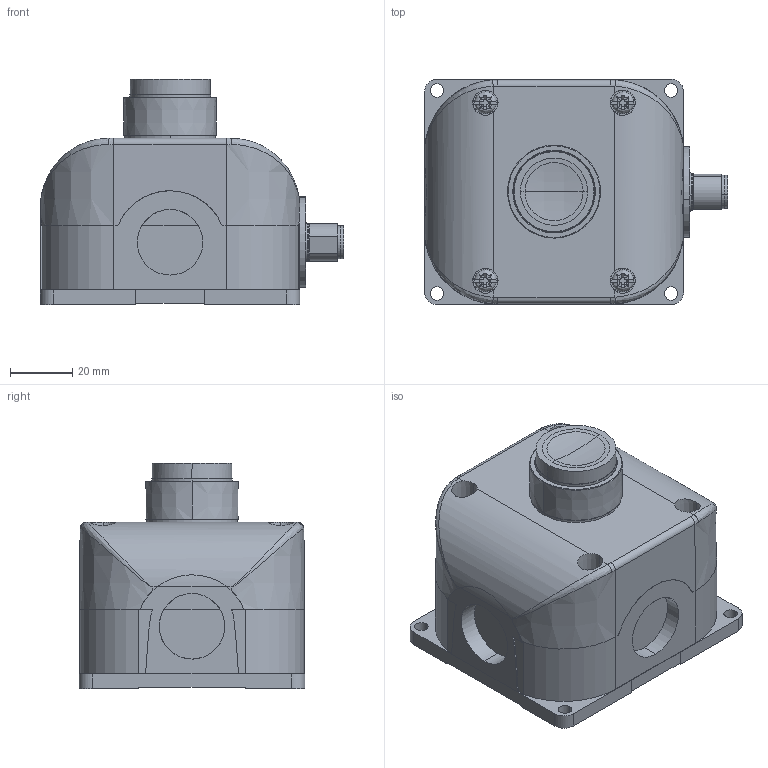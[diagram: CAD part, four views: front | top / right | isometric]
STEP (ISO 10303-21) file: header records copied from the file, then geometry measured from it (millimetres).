
FILE_DESCRIPTION (( 'STEP AP203' ), '1' );
FILE_NAME ('SB114-021-G-M.step', '2025-02-06T16:28:27', ( '' ), ( '' ), 'SwSTEP 2.0', 'SolidWorks 2024', '' );
FILE_SCHEMA (( 'CONFIG_CONTROL_DESIGN' ));
Length unit declared in the file: inch
Products named in the file (1): SB114-021-G-M
Bounding box: 97.05 x 72.29 x 72.2 mm (x, y, z)
Volume: 219792.2 mm3; surface area: 61953.5 mm2
Topology: 5 solids, 8 shells, 769 faces, 1976 edges, 1279 vertices
Faces by surface type: plane 362, cylinder 265, bspline 88, cone 54
Entity records: 30079 total; most frequent: CARTESIAN_POINT 12123, ORIENTED_EDGE 3916, DIRECTION 3437, EDGE_CURVE 1958, VERTEX_POINT 1279, AXIS2_PLACEMENT_3D 1228, VECTOR 981, LINE 981
